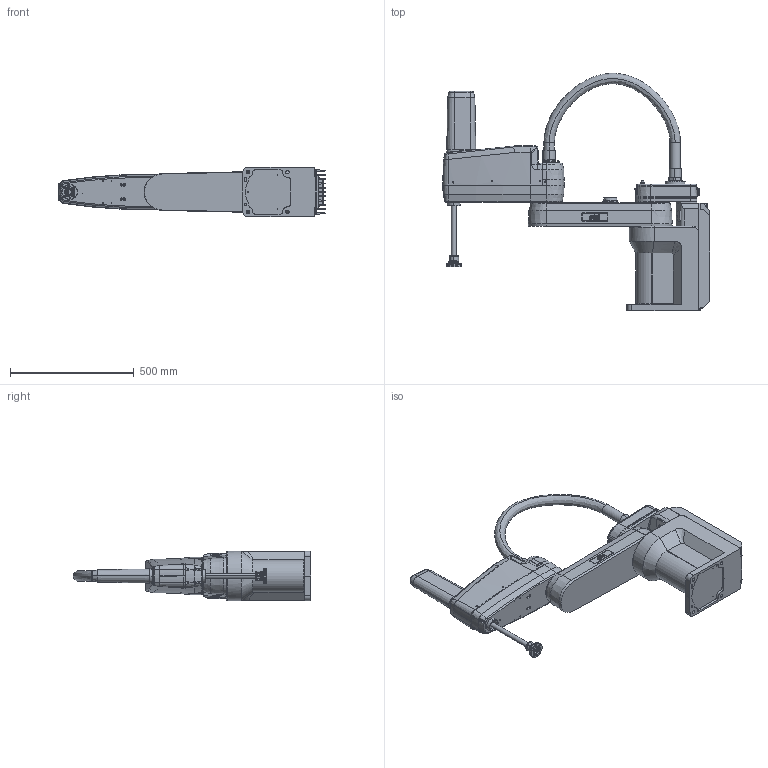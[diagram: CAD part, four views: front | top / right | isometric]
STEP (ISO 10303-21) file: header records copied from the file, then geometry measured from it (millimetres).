
FILE_DESCRIPTION (( 'STEP AP214' ), '1' );
FILE_NAME ('COBRA 800 CAD MODEL.STEP', '2012-10-30T18:09:39', ( 'Yuahi M' ), ( 'Adept' ), 'SwSTEP 2.0', 'SolidWorks 2010', '' );
FILE_SCHEMA (( 'AUTOMOTIVE_DESIGN' ));
Length unit declared in the file: millimetre
Products named in the file (7): BASE ASSY, 800; INNER LINK ASSY, 800; OUTER LINK ASSY, 800; CABLE CONNECTOR; Quill Assy; FLYOVER CABLE, 800; COBRA 800 CAD MODEL
Assembly tree (7 placements, depth 2):
  COBRA 800 CAD MODEL
    FLYOVER CABLE, 800
    BASE ASSY, 800
    INNER LINK ASSY, 800
    OUTER LINK ASSY, 800
    CABLE CONNECTOR  x2
    Quill Assy
Bounding box: 1079.89 x 960.05 x 200 mm (x, y, z)
Volume: 1522886.5 mm3; surface area: 2543276.5 mm2
Topology: 3 solids, 255 shells, 2598 faces, 9944 edges, 7671 vertices
Faces by surface type: plane 1142, cylinder 1020, cone 242, torus 118, bspline 72, sphere 4
Entity records: 156205 total; most frequent: CARTESIAN_POINT 47131, DIRECTION 16506, ORIENTED_EDGE 14729, EDGE_CURVE 9842, VERTEX_POINT 7615, AXIS2_PLACEMENT_3D 5552, LINE 5402, VECTOR 5402
